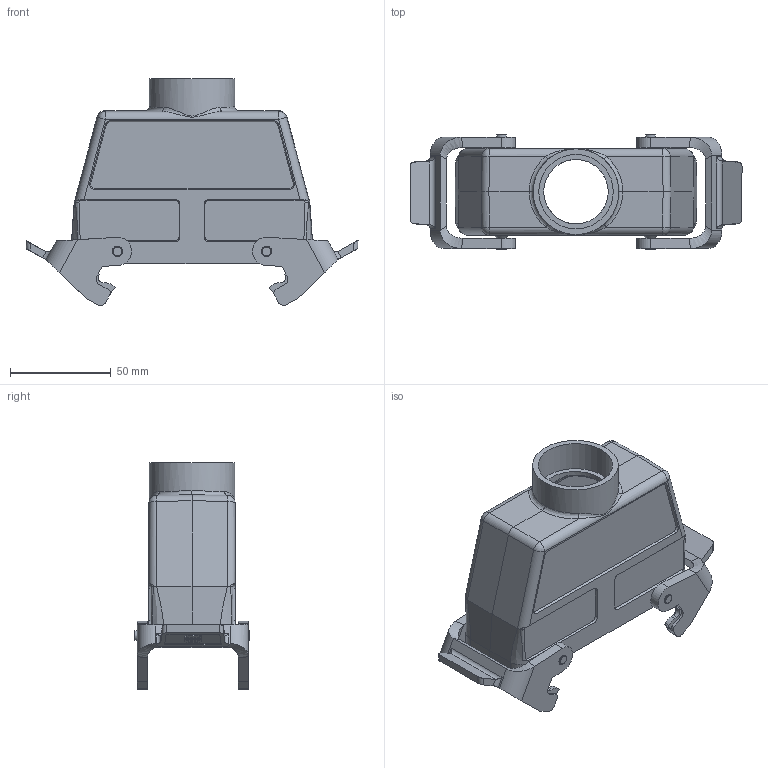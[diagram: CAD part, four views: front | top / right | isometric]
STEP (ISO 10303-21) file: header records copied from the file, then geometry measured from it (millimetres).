
FILE_DESCRIPTION((''),'2;1');
FILE_NAME('05300240464.stp','2020-07-13T16:05:39',('e.eickhoff'),(''),'Autodesk Inventor 2012','Autodesk Inventor 2012','');
FILE_SCHEMA(('AUTOMOTIVE_DESIGN { 1 0 10303 214 1 1 1 1 }'));
Length unit declared in the file: millimetre
Products named in the file (3): 05300240464; 05300240464 bügel
Assembly tree (3 placements, depth 2):
  05300240464
    05300240464 bügel  x2
    05300240464
Bounding box: 164.85 x 57.2 x 112.65 mm (x, y, z)
Volume: 103795.4 mm3; surface area: 68255.4 mm2
Topology: 3 solids, 3 shells, 664 faces, 1698 edges, 1094 vertices
Faces by surface type: plane 437, cylinder 127, bspline 50, cone 40, sphere 8, torus 2
Full cylindrical faces by diameter (mm): 0.537 x2, 0.788 x2, 3 x4, 5.13 x4, 32 x1, 37 x1, 42.5 x1
Entity records: 17283 total; most frequent: CARTESIAN_POINT 5401, ORIENTED_EDGE 2390, DIRECTION 2298, EDGE_CURVE 1195, VECTOR 838, LINE 838, VERTEX_POINT 780, AXIS2_PLACEMENT_3D 730
